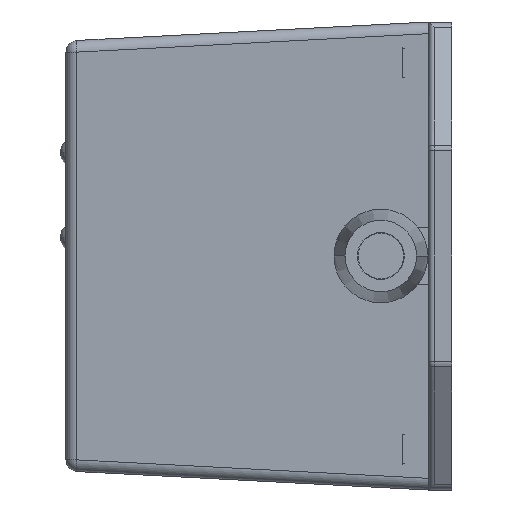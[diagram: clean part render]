
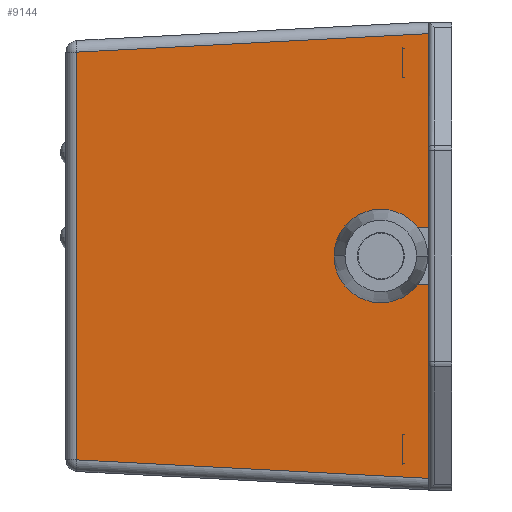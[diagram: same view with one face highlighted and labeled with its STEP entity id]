
A CAD part, left-side view. The second image highlights one B-rep face of the part: STEP entity #9144.
In plain terms, the highlighted planar face has unit normal (-0.999, 0.052, 0).
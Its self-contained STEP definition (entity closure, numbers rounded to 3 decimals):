
#187 = DIRECTION ( 'NONE',  ( 0.052, 0.997, -0.052 ) ) ;
#239 = DIRECTION ( 'NONE',  ( 0., 0., 1. ) ) ;
#245 = DIRECTION ( 'NONE',  ( -0.052, -0.999, 0. ) ) ;
#429 = ORIENTED_EDGE ( 'NONE', *, *, #2892, .T. ) ;
#1113 = CARTESIAN_POINT ( 'NONE',  ( -57.6, 60.105, 34.853 ) ) ;
#1214 = LINE ( 'NONE', #3401, #13041 ) ;
#1246 = EDGE_CURVE ( 'NONE', #13866, #13639, #13643, .T. ) ;
#1259 = CARTESIAN_POINT ( 'NONE',  ( -60.537, 4.066, 37.79 ) ) ;
#1666 = EDGE_CURVE ( 'NONE', #8935, #14150, #5821, .T. ) ;
#1769 = VECTOR ( 'NONE', #11031, 1000. ) ;
#2204 = CARTESIAN_POINT ( 'NONE',  ( -60.75, 0., -40. ) ) ;
#2362 = EDGE_CURVE ( 'NONE', #7383, #11684, #9597, .T. ) ;
#2674 = LINE ( 'NONE', #5749, #13960 ) ;
#2885 = VECTOR ( 'NONE', #4568, 1000. ) ;
#2892 = EDGE_CURVE ( 'NONE', #13639, #7383, #6310, .T. ) ;
#2960 = EDGE_CURVE ( 'NONE', #4581, #11684, #2674, .T. ) ;
#3103 = ORIENTED_EDGE ( 'NONE', *, *, #1246, .T. ) ;
#3140 = ORIENTED_EDGE ( 'NONE', *, *, #13106, .T. ) ;
#3168 = DIRECTION ( 'NONE',  ( -0.052, -0.999, 0. ) ) ;
#3401 = CARTESIAN_POINT ( 'NONE',  ( -57.6, 60.105, -36.751 ) ) ;
#3979 = VECTOR ( 'NONE', #239, 1000. ) ;
#4525 = DIRECTION ( 'NONE',  ( 0., 0., -1. ) ) ;
#4568 = DIRECTION ( 'NONE',  ( 0.052, 0.999, 0. ) ) ;
#4581 = VERTEX_POINT ( 'NONE', #8793 ) ;
#4838 = CARTESIAN_POINT ( 'NONE',  ( -60.75, 0., -40. ) ) ;
#4843 = DIRECTION ( 'NONE',  ( -0.999, 0.052, 0. ) ) ;
#5101 = VECTOR ( 'NONE', #187, 1000. ) ;
#5195 = CARTESIAN_POINT ( 'NONE',  ( -60.755, -0.104, -38.008 ) ) ;
#5470 = ORIENTED_EDGE ( 'NONE', *, *, #2960, .F. ) ;
#5749 = CARTESIAN_POINT ( 'NONE',  ( -60.037, 13.6, -40. ) ) ;
#5821 = LINE ( 'NONE', #4838, #3979 ) ;
#5959 = AXIS2_PLACEMENT_3D ( 'NONE', #12866, #4843, #245 ) ;
#6310 = LINE ( 'NONE', #2204, #1769 ) ;
#6926 = CARTESIAN_POINT ( 'NONE',  ( -60.75, 0., 4.9 ) ) ;
#7028 = CARTESIAN_POINT ( 'NONE',  ( -60.75, 0., -4.9 ) ) ;
#7231 = CARTESIAN_POINT ( 'NONE',  ( -57.6, 60.105, -34.853 ) ) ;
#7280 = VERTEX_POINT ( 'NONE', #1113 ) ;
#7383 = VERTEX_POINT ( 'NONE', #7028 ) ;
#7476 = VECTOR ( 'NONE', #8752, 1000. ) ;
#7852 = LINE ( 'NONE', #13803, #12565 ) ;
#8752 = DIRECTION ( 'NONE',  ( -0.052, -0.997, -0.052 ) ) ;
#8793 = CARTESIAN_POINT ( 'NONE',  ( -60.037, 13.6, 4.9 ) ) ;
#8928 = EDGE_CURVE ( 'NONE', #7280, #13866, #1214, .T. ) ;
#8935 = VERTEX_POINT ( 'NONE', #6926 ) ;
#8983 = ORIENTED_EDGE ( 'NONE', *, *, #12692, .T. ) ;
#9144 = ADVANCED_FACE ( 'NONE', ( #14487 ), #11778, .T. ) ;
#9597 = LINE ( 'NONE', #12908, #2885 ) ;
#9985 = ORIENTED_EDGE ( 'NONE', *, *, #2362, .T. ) ;
#10103 = CARTESIAN_POINT ( 'NONE',  ( -60.75, 0., -38.003 ) ) ;
#10270 = ORIENTED_EDGE ( 'NONE', *, *, #1666, .T. ) ;
#10859 = EDGE_LOOP ( 'NONE', ( #5470, #3140, #10270, #8983, #14626, #3103, #429, #9985 ) ) ;
#11031 = DIRECTION ( 'NONE',  ( 0., 0., 1. ) ) ;
#11270 = LINE ( 'NONE', #1259, #5101 ) ;
#11684 = VERTEX_POINT ( 'NONE', #12003 ) ;
#11778 = PLANE ( 'NONE',  #5959 ) ;
#12003 = CARTESIAN_POINT ( 'NONE',  ( -60.037, 13.6, -4.9 ) ) ;
#12565 = VECTOR ( 'NONE', #3168, 1000. ) ;
#12692 = EDGE_CURVE ( 'NONE', #14150, #7280, #11270, .T. ) ;
#12866 = CARTESIAN_POINT ( 'NONE',  ( -60.75, 0., -40. ) ) ;
#12908 = CARTESIAN_POINT ( 'NONE',  ( -60.75, 0., -4.9 ) ) ;
#13041 = VECTOR ( 'NONE', #4525, 1000. ) ;
#13106 = EDGE_CURVE ( 'NONE', #4581, #8935, #7852, .T. ) ;
#13639 = VERTEX_POINT ( 'NONE', #10103 ) ;
#13643 = LINE ( 'NONE', #5195, #7476 ) ;
#13802 = CARTESIAN_POINT ( 'NONE',  ( -60.75, 0., 38.003 ) ) ;
#13803 = CARTESIAN_POINT ( 'NONE',  ( -60.75, 0., 4.9 ) ) ;
#13866 = VERTEX_POINT ( 'NONE', #7231 ) ;
#13935 = DIRECTION ( 'NONE',  ( 0., 0., -1. ) ) ;
#13960 = VECTOR ( 'NONE', #13935, 1000. ) ;
#14150 = VERTEX_POINT ( 'NONE', #13802 ) ;
#14487 = FACE_OUTER_BOUND ( 'NONE', #10859, .T. ) ;
#14626 = ORIENTED_EDGE ( 'NONE', *, *, #8928, .T. ) ;
